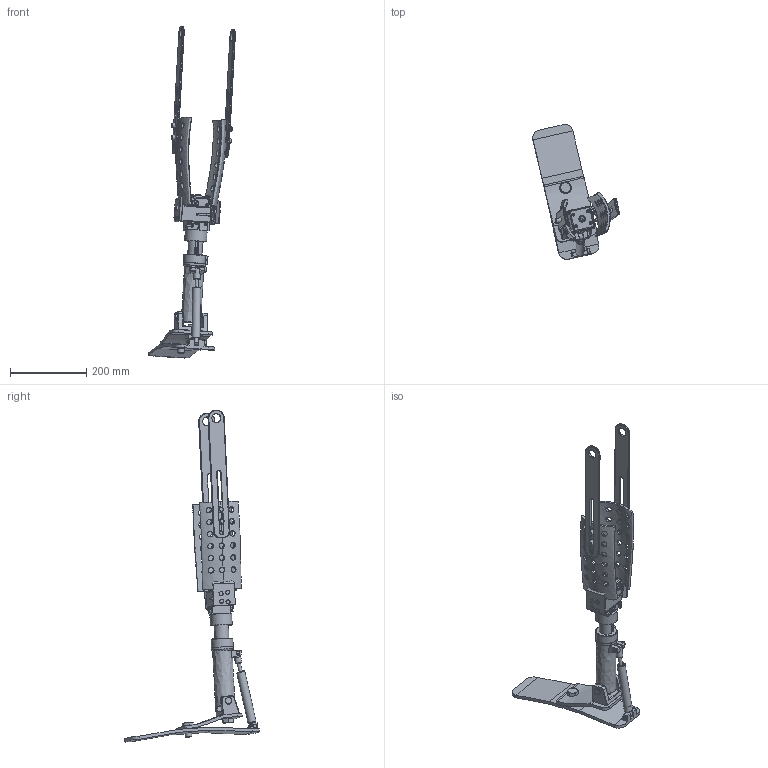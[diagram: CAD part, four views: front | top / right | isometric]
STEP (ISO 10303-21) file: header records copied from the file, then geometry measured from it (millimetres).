
FILE_DESCRIPTION(('FreeCAD Model'),'2;1');
FILE_NAME('Open CASCADE Shape Model','2025-04-29T06:05:27',('FreeCAD'),( 'FreeCAD'),'Open CASCADE STEP processor 7.6','FreeCAD','Unknown');
FILE_SCHEMA(('AUTOMOTIVE_DESIGN { 1 0 10303 214 1 1 1 1 }'));
Products named in the file (1): Open CASCADE STEP translator 7.6 1
Bounding box: 226.92 x 353.65 x 869.95 mm (x, y, z)
Volume: 1666823.1 mm3; surface area: 543401.2 mm2
Topology: 47 solids, 47 shells, 1527 faces, 3929 edges, 2570 vertices
Faces by surface type: bspline 1527
Entity records: 57320 total; most frequent: CARTESIAN_POINT 33888, ORIENTED_EDGE 7844, EDGE_CURVE 3922, B_SPLINE_CURVE_WITH_KNOTS 2900, VERTEX_POINT 2570, FACE_BOUND 1766, EDGE_LOOP 1766, ADVANCED_FACE 1527
